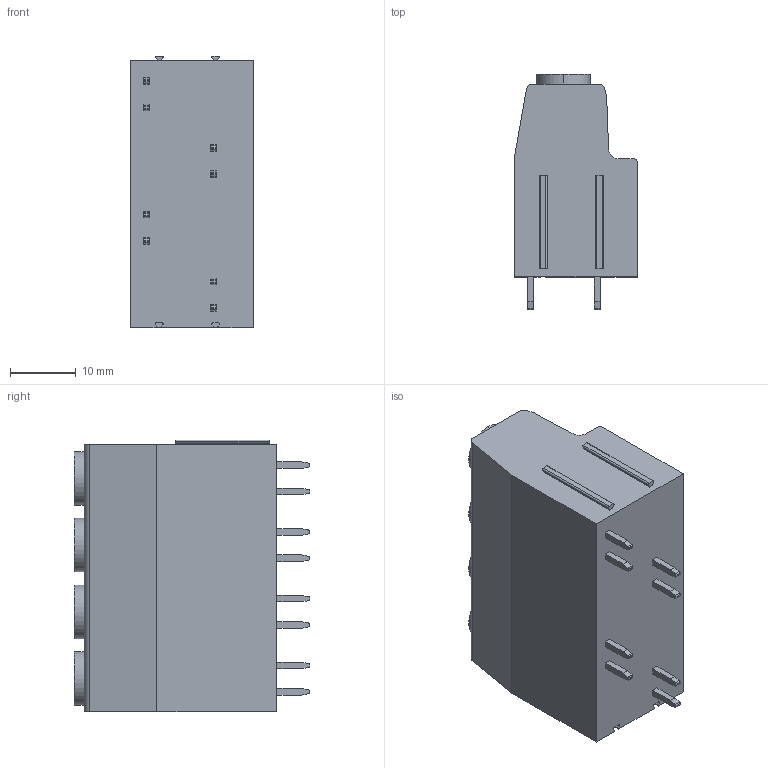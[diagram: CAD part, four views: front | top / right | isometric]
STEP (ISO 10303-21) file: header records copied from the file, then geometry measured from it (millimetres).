
FILE_DESCRIPTION((''),'2;1');
FILE_NAME('PRT0001','2024-09-29T',('sj'),(''),'PRO/ENGINEER BY PARAMETRIC TECHNOLOGY CORPORATION, 2013240','PRO/ENGINEER BY PARAMETRIC TECHNOLOGY CORPORATION, 2013240','');
FILE_SCHEMA(('AUTOMOTIVE_DESIGN_CC2 { 1 2 10303 214 -1 1 5 2 }'));
Length unit declared in the file: millimetre
Products named in the file (1): PRT0001
Bounding box: 18.7 x 35.8 x 41.39 mm (x, y, z)
Volume: 17553.6 mm3; surface area: 6410.3 mm2
Topology: 1 solids, 1 shells, 233 faces, 599 edges, 394 vertices
Faces by surface type: plane 184, cylinder 49
Entity records: 7039 total; most frequent: CARTESIAN_POINT 1226, ORIENTED_EDGE 1198, DIRECTION 1179, EDGE_CURVE 599, VECTOR 485, LINE 485, VERTEX_POINT 394, AXIS2_PLACEMENT_3D 347
